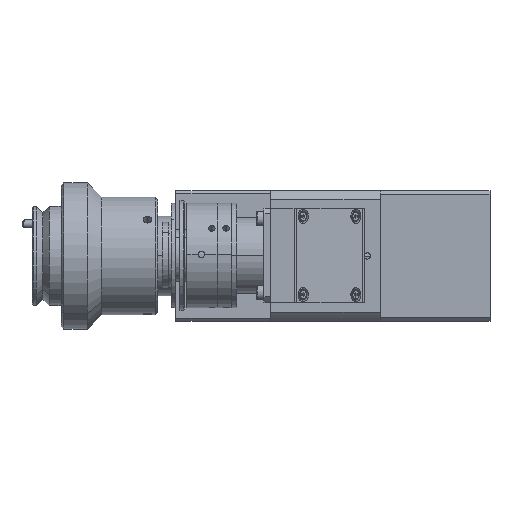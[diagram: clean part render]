
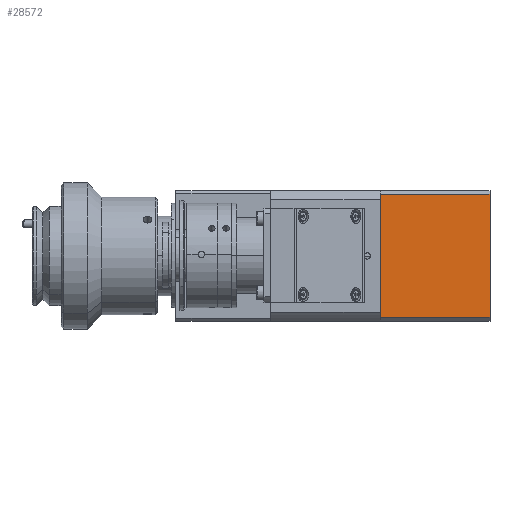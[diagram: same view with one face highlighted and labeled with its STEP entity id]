
A CAD part, top view. The second image highlights one B-rep face of the part: STEP entity #28572.
In plain terms, the highlighted planar face has unit normal (0, 0, 1).
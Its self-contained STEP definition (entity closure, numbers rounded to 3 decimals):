
#211 = VERTEX_POINT ( 'NONE', #12402 ) ;
#303 = CARTESIAN_POINT ( 'NONE',  ( 203.022, -23.5, 27.212 ) ) ;
#990 = DIRECTION ( 'NONE',  ( -1., 0., 0. ) ) ;
#3358 = CARTESIAN_POINT ( 'NONE',  ( 203.022, 23.5, 27.212 ) ) ;
#3656 = EDGE_CURVE ( 'NONE', #12551, #16040, #8884, .T. ) ;
#5259 = VERTEX_POINT ( 'NONE', #32678 ) ;
#5849 = CARTESIAN_POINT ( 'NONE',  ( 203.022, -25., 27.212 ) ) ;
#8884 = LINE ( 'NONE', #22254, #20742 ) ;
#9399 = FACE_OUTER_BOUND ( 'NONE', #21145, .T. ) ;
#10579 = EDGE_CURVE ( 'NONE', #12551, #211, #13408, .T. ) ;
#12402 = CARTESIAN_POINT ( 'NONE',  ( 161.022, 23.5, 27.212 ) ) ;
#12551 = VERTEX_POINT ( 'NONE', #3358 ) ;
#13408 = LINE ( 'NONE', #24599, #19313 ) ;
#13604 = PLANE ( 'NONE',  #23222 ) ;
#15311 = VECTOR ( 'NONE', #20529, 1000. ) ;
#16040 = VERTEX_POINT ( 'NONE', #32384 ) ;
#16057 = ORIENTED_EDGE ( 'NONE', *, *, #16325, .T. ) ;
#16165 = DIRECTION ( 'NONE',  ( 0., 0., -1. ) ) ;
#16325 = EDGE_CURVE ( 'NONE', #211, #5259, #17589, .T. ) ;
#16810 = VECTOR ( 'NONE', #26246, 1000. ) ;
#17589 = LINE ( 'NONE', #18627, #16810 ) ;
#18627 = CARTESIAN_POINT ( 'NONE',  ( 161.022, -25., 27.212 ) ) ;
#19313 = VECTOR ( 'NONE', #27204, 1000. ) ;
#20529 = DIRECTION ( 'NONE',  ( 1., 0., 0. ) ) ;
#20742 = VECTOR ( 'NONE', #32463, 1000. ) ;
#21145 = EDGE_LOOP ( 'NONE', ( #16057, #28994, #26739, #24395 ) ) ;
#22254 = CARTESIAN_POINT ( 'NONE',  ( 203.022, -25., 27.212 ) ) ;
#23222 = AXIS2_PLACEMENT_3D ( 'NONE', #5849, #16165, #990 ) ;
#24395 = ORIENTED_EDGE ( 'NONE', *, *, #10579, .T. ) ;
#24599 = CARTESIAN_POINT ( 'NONE',  ( 203.022, 23.5, 27.212 ) ) ;
#26246 = DIRECTION ( 'NONE',  ( 0., -1., 0. ) ) ;
#26739 = ORIENTED_EDGE ( 'NONE', *, *, #3656, .F. ) ;
#27204 = DIRECTION ( 'NONE',  ( -1., 0., 0. ) ) ;
#28572 = ADVANCED_FACE ( 'NONE', ( #9399 ), #13604, .F. ) ;
#28785 = LINE ( 'NONE', #303, #15311 ) ;
#28994 = ORIENTED_EDGE ( 'NONE', *, *, #29014, .T. ) ;
#29014 = EDGE_CURVE ( 'NONE', #5259, #16040, #28785, .T. ) ;
#32384 = CARTESIAN_POINT ( 'NONE',  ( 203.022, -23.5, 27.212 ) ) ;
#32463 = DIRECTION ( 'NONE',  ( 0., -1., 0. ) ) ;
#32678 = CARTESIAN_POINT ( 'NONE',  ( 161.022, -23.5, 27.212 ) ) ;
